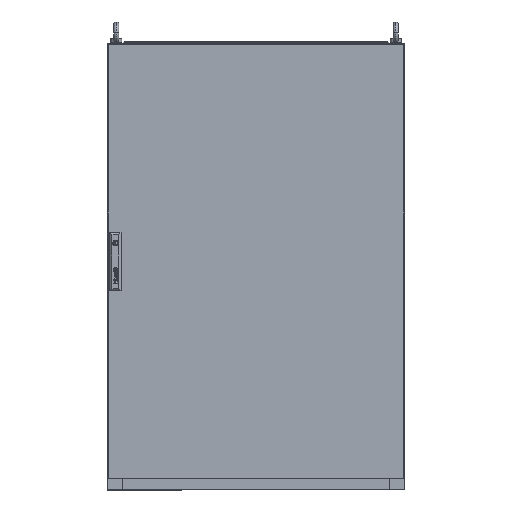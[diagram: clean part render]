
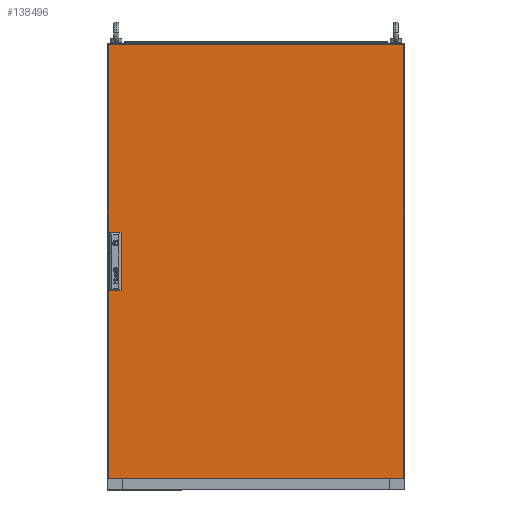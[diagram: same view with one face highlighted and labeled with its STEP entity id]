
A CAD part, top view. The second image highlights one B-rep face of the part: STEP entity #138496.
In plain terms, the highlighted planar face has unit normal (0, 0, 1).
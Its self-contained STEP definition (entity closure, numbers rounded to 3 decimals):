
#519 = CARTESIAN_POINT ( 'NONE',  ( -390.7, -11.5, 0. ) ) ;
#3433 = LINE ( 'NONE', #135154, #20375 ) ;
#4198 = CARTESIAN_POINT ( 'NONE',  ( -365.7, 38.5, 0. ) ) ;
#4486 = DIRECTION ( 'NONE',  ( -1., 0., 0. ) ) ;
#5255 = VECTOR ( 'NONE', #100918, 1000. ) ;
#6358 = AXIS2_PLACEMENT_3D ( 'NONE', #150286, #101395, #151029 ) ;
#6634 = ORIENTED_EDGE ( 'NONE', *, *, #93391, .T. ) ;
#8210 = ORIENTED_EDGE ( 'NONE', *, *, #82139, .F. ) ;
#8646 = ORIENTED_EDGE ( 'NONE', *, *, #30834, .T. ) ;
#11585 = DIRECTION ( 'NONE',  ( 0., -1., 0. ) ) ;
#13530 = DIRECTION ( 'NONE',  ( 0., 1., 0. ) ) ;
#16475 = EDGE_CURVE ( 'NONE', #131112, #48085, #122378, .T. ) ;
#16508 = ORIENTED_EDGE ( 'NONE', *, *, #41015, .T. ) ;
#18649 = VECTOR ( 'NONE', #11585, 1000. ) ;
#20375 = VECTOR ( 'NONE', #13530, 1000. ) ;
#21999 = VERTEX_POINT ( 'NONE', #47915 ) ;
#24212 = DIRECTION ( 'NONE',  ( 1., 0., 0. ) ) ;
#26964 = VERTEX_POINT ( 'NONE', #519 ) ;
#28133 = ORIENTED_EDGE ( 'NONE', *, *, #149740, .F. ) ;
#29290 = LINE ( 'NONE', #136966, #144733 ) ;
#30017 = CARTESIAN_POINT ( 'NONE',  ( -397., 597., 0. ) ) ;
#30834 = EDGE_CURVE ( 'NONE', #122432, #122749, #35754, .T. ) ;
#31083 = CARTESIAN_POINT ( 'NONE',  ( -365.7, -11.5, 0. ) ) ;
#33073 = CARTESIAN_POINT ( 'NONE',  ( -390.7, 38.5, 0. ) ) ;
#33201 = FACE_OUTER_BOUND ( 'NONE', #55386, .T. ) ;
#35344 = CARTESIAN_POINT ( 'NONE',  ( -365.7, -11.5, 0. ) ) ;
#35754 = LINE ( 'NONE', #130342, #126512 ) ;
#37428 = VECTOR ( 'NONE', #53329, 1000. ) ;
#37439 = CARTESIAN_POINT ( 'NONE',  ( -365.7, -61.5, 0. ) ) ;
#38161 = ORIENTED_EDGE ( 'NONE', *, *, #16475, .F. ) ;
#38810 = LINE ( 'NONE', #62081, #97133 ) ;
#39297 = ORIENTED_EDGE ( 'NONE', *, *, #130131, .F. ) ;
#40966 = CARTESIAN_POINT ( 'NONE',  ( -390.7, 38.5, 0. ) ) ;
#41015 = EDGE_CURVE ( 'NONE', #59909, #109820, #29290, .T. ) ;
#44285 = LINE ( 'NONE', #138158, #127645 ) ;
#46148 = DIRECTION ( 'NONE',  ( -1., 0., 0. ) ) ;
#47915 = CARTESIAN_POINT ( 'NONE',  ( -365.7, 38.5, 0. ) ) ;
#48085 = VERTEX_POINT ( 'NONE', #33073 ) ;
#49021 = EDGE_CURVE ( 'NONE', #26964, #112074, #144626, .T. ) ;
#49047 = LINE ( 'NONE', #37439, #5255 ) ;
#49543 = VERTEX_POINT ( 'NONE', #65403 ) ;
#49740 = VERTEX_POINT ( 'NONE', #97008 ) ;
#49850 = LINE ( 'NONE', #4198, #129306 ) ;
#49976 = ORIENTED_EDGE ( 'NONE', *, *, #49021, .F. ) ;
#53162 = LINE ( 'NONE', #30017, #141685 ) ;
#53329 = DIRECTION ( 'NONE',  ( 0., -1., 0. ) ) ;
#54682 = DIRECTION ( 'NONE',  ( 0., -1., 0. ) ) ;
#54834 = CARTESIAN_POINT ( 'NONE',  ( -390.7, -61.5, 0. ) ) ;
#55386 = EDGE_LOOP ( 'NONE', ( #6634, #8646, #93078, #16508 ) ) ;
#59909 = VERTEX_POINT ( 'NONE', #148688 ) ;
#62081 = CARTESIAN_POINT ( 'NONE',  ( -365.7, 88.5, 0. ) ) ;
#65403 = CARTESIAN_POINT ( 'NONE',  ( -365.7, -61.5, 0. ) ) ;
#66577 = FACE_BOUND ( 'NONE', #135391, .T. ) ;
#67178 = VERTEX_POINT ( 'NONE', #31083 ) ;
#67584 = DIRECTION ( 'NONE',  ( 0., 1., 0. ) ) ;
#71212 = ORIENTED_EDGE ( 'NONE', *, *, #134135, .F. ) ;
#72399 = DIRECTION ( 'NONE',  ( 1., 0., 0. ) ) ;
#76055 = CARTESIAN_POINT ( 'NONE',  ( 397., -570., 0. ) ) ;
#78843 = ORIENTED_EDGE ( 'NONE', *, *, #129188, .F. ) ;
#82139 = EDGE_CURVE ( 'NONE', #67178, #26964, #143069, .T. ) ;
#84987 = VECTOR ( 'NONE', #46148, 1000. ) ;
#86090 = DIRECTION ( 'NONE',  ( -1., 0., 0. ) ) ;
#87955 = LINE ( 'NONE', #135280, #98396 ) ;
#88212 = CARTESIAN_POINT ( 'NONE',  ( -390.7, 88.5, 0. ) ) ;
#90571 = FACE_BOUND ( 'NONE', #97145, .T. ) ;
#92183 = CARTESIAN_POINT ( 'NONE',  ( -397., 597., 0. ) ) ;
#93078 = ORIENTED_EDGE ( 'NONE', *, *, #149769, .T. ) ;
#93391 = EDGE_CURVE ( 'NONE', #109820, #122432, #53162, .T. ) ;
#94910 = CARTESIAN_POINT ( 'NONE',  ( -397., -570., 0. ) ) ;
#97008 = CARTESIAN_POINT ( 'NONE',  ( -365.7, 88.5, 0. ) ) ;
#97133 = VECTOR ( 'NONE', #86090, 1000. ) ;
#97145 = EDGE_LOOP ( 'NONE', ( #49976, #8210, #78843, #39297 ) ) ;
#98396 = VECTOR ( 'NONE', #114211, 1000. ) ;
#100918 = DIRECTION ( 'NONE',  ( 1., 0., 0. ) ) ;
#101395 = DIRECTION ( 'NONE',  ( 0., 0., 1. ) ) ;
#109820 = VERTEX_POINT ( 'NONE', #92183 ) ;
#112074 = VERTEX_POINT ( 'NONE', #54834 ) ;
#114211 = DIRECTION ( 'NONE',  ( 0., 1., 0. ) ) ;
#120145 = EDGE_CURVE ( 'NONE', #49740, #131112, #38810, .T. ) ;
#121324 = CARTESIAN_POINT ( 'NONE',  ( -390.7, -61.5, 0. ) ) ;
#122378 = LINE ( 'NONE', #40966, #37428 ) ;
#122432 = VERTEX_POINT ( 'NONE', #94910 ) ;
#122749 = VERTEX_POINT ( 'NONE', #76055 ) ;
#124896 = ORIENTED_EDGE ( 'NONE', *, *, #120145, .F. ) ;
#126512 = VECTOR ( 'NONE', #24212, 1000. ) ;
#127645 = VECTOR ( 'NONE', #67584, 1000. ) ;
#129188 = EDGE_CURVE ( 'NONE', #49543, #67178, #87955, .T. ) ;
#129306 = VECTOR ( 'NONE', #72399, 1000. ) ;
#130131 = EDGE_CURVE ( 'NONE', #112074, #49543, #49047, .T. ) ;
#130342 = CARTESIAN_POINT ( 'NONE',  ( -397., -570., 0. ) ) ;
#131112 = VERTEX_POINT ( 'NONE', #88212 ) ;
#134135 = EDGE_CURVE ( 'NONE', #21999, #49740, #44285, .T. ) ;
#135154 = CARTESIAN_POINT ( 'NONE',  ( 397., 597., 0. ) ) ;
#135280 = CARTESIAN_POINT ( 'NONE',  ( -365.7, -61.5, 0. ) ) ;
#135391 = EDGE_LOOP ( 'NONE', ( #38161, #124896, #71212, #28133 ) ) ;
#136966 = CARTESIAN_POINT ( 'NONE',  ( -397., 597., 0. ) ) ;
#138158 = CARTESIAN_POINT ( 'NONE',  ( -365.7, 38.5, 0. ) ) ;
#138496 = ADVANCED_FACE ( 'NONE', ( #66577, #90571, #33201 ), #147965, .T. ) ;
#141685 = VECTOR ( 'NONE', #54682, 1000. ) ;
#143069 = LINE ( 'NONE', #35344, #84987 ) ;
#144626 = LINE ( 'NONE', #121324, #18649 ) ;
#144733 = VECTOR ( 'NONE', #4486, 1000. ) ;
#147965 = PLANE ( 'NONE',  #6358 ) ;
#148688 = CARTESIAN_POINT ( 'NONE',  ( 397., 597., 0. ) ) ;
#149740 = EDGE_CURVE ( 'NONE', #48085, #21999, #49850, .T. ) ;
#149769 = EDGE_CURVE ( 'NONE', #122749, #59909, #3433, .T. ) ;
#150286 = CARTESIAN_POINT ( 'NONE',  ( 0., 0., 0. ) ) ;
#151029 = DIRECTION ( 'NONE',  ( 1., 0., 0. ) ) ;
